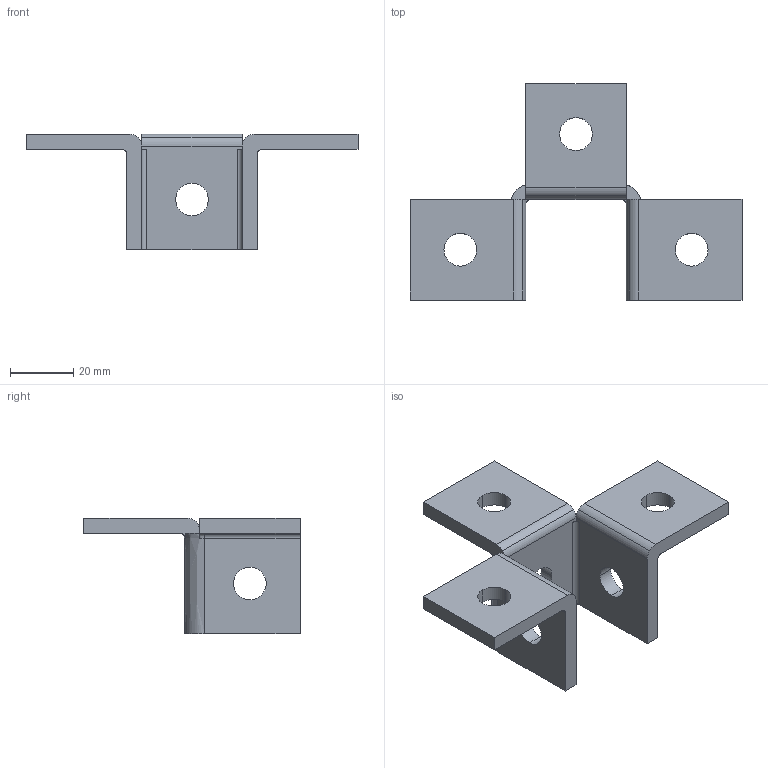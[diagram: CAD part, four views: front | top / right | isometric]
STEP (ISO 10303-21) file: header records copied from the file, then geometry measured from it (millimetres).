
FILE_DESCRIPTION(('TurboCAD Mac Pro'),'Build 980');
FILE_NAME('A2227.stp',' ',(''),(''),'ACIS Interop','IMSI','TurboCAD Mac Pro BY IMSI, INCORPORATED');
FILE_SCHEMA(('automotive_design'));
Length unit declared in the file: inch
Products named in the file (1): 1
Bounding box: 104.78 x 68.26 x 36.51 mm (x, y, z)
Volume: 29252 mm3; surface area: 15393.7 mm2
Topology: 1 solids, 1 shells, 70 faces, 192 edges, 124 vertices
Faces by surface type: bspline 32, plane 26, cylinder 12
Entity records: 4232 total; most frequent: CARTESIAN_POINT 1483, ORIENTED_EDGE 388, DIRECTION 222, EDGE_CURVE 192, STYLED_ITEM 187, PRESENTATION_STYLE_ASSIGNMENT 187, COLOUR_RGB 187, VERTEX_POINT 124
